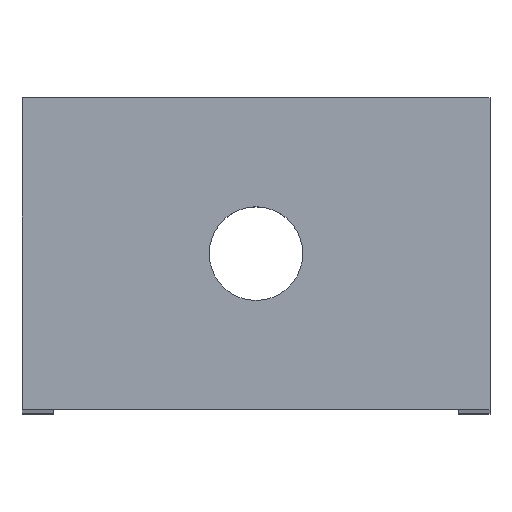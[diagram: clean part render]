
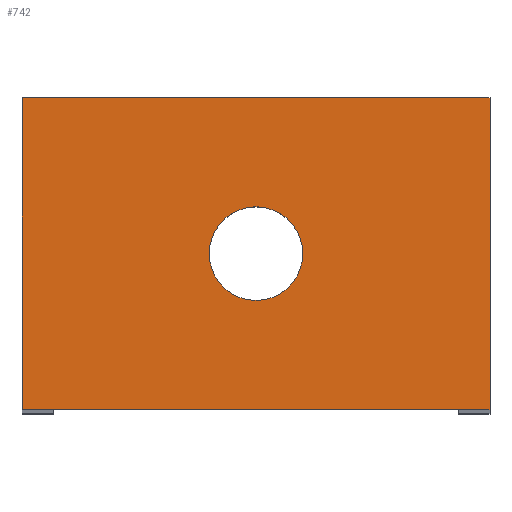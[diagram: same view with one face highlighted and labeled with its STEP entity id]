
A CAD part, top view. The second image highlights one B-rep face of the part: STEP entity #742.
In plain terms, the highlighted planar face has unit normal (0, 0, 1).
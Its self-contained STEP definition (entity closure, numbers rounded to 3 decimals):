
#268 = VERTEX_POINT('',#269);
#269 = CARTESIAN_POINT('',(0.,20.,175.));
#275 = EDGE_CURVE('',#268,#276,#278,.T.);
#276 = VERTEX_POINT('',#277);
#277 = CARTESIAN_POINT('',(0.,0.,175.));
#278 = LINE('',#279,#280);
#279 = CARTESIAN_POINT('',(0.,20.,175.));
#280 = VECTOR('',#281,1.);
#281 = DIRECTION('',(0.,-1.,0.));
#316 = VERTEX_POINT('',#317);
#317 = CARTESIAN_POINT('',(30.,20.,175.));
#323 = EDGE_CURVE('',#316,#268,#324,.T.);
#324 = LINE('',#325,#326);
#325 = CARTESIAN_POINT('',(30.,20.,175.));
#326 = VECTOR('',#327,1.);
#327 = DIRECTION('',(-1.,0.,0.));
#406 = VERTEX_POINT('',#407);
#407 = CARTESIAN_POINT('',(30.,0.,175.));
#413 = EDGE_CURVE('',#406,#316,#414,.T.);
#414 = LINE('',#415,#416);
#415 = CARTESIAN_POINT('',(30.,0.,175.));
#416 = VECTOR('',#417,1.);
#417 = DIRECTION('',(0.,1.,0.));
#690 = EDGE_CURVE('',#276,#406,#691,.T.);
#691 = LINE('',#692,#693);
#692 = CARTESIAN_POINT('',(0.,0.,175.));
#693 = VECTOR('',#694,1.);
#694 = DIRECTION('',(1.,0.,0.));
#742 = ADVANCED_FACE('',(#743,#749),#760,.T.);
#743 = FACE_BOUND('',#744,.T.);
#744 = EDGE_LOOP('',(#745,#746,#747,#748));
#745 = ORIENTED_EDGE('',*,*,#690,.T.);
#746 = ORIENTED_EDGE('',*,*,#413,.T.);
#747 = ORIENTED_EDGE('',*,*,#323,.T.);
#748 = ORIENTED_EDGE('',*,*,#275,.T.);
#749 = FACE_BOUND('',#750,.T.);
#750 = EDGE_LOOP('',(#751));
#751 = ORIENTED_EDGE('',*,*,#752,.T.);
#752 = EDGE_CURVE('',#753,#753,#755,.T.);
#753 = VERTEX_POINT('',#754);
#754 = CARTESIAN_POINT('',(18.,10.,175.));
#755 = CIRCLE('',#756,3.);
#756 = AXIS2_PLACEMENT_3D('',#757,#758,#759);
#757 = CARTESIAN_POINT('',(15.,10.,175.));
#758 = DIRECTION('',(0.,0.,-1.));
#759 = DIRECTION('',(1.,0.,0.));
#760 = PLANE('',#761);
#761 = AXIS2_PLACEMENT_3D('',#762,#763,#764);
#762 = CARTESIAN_POINT('',(15.,10.,175.));
#763 = DIRECTION('',(0.,0.,1.));
#764 = DIRECTION('',(1.,0.,0.));
